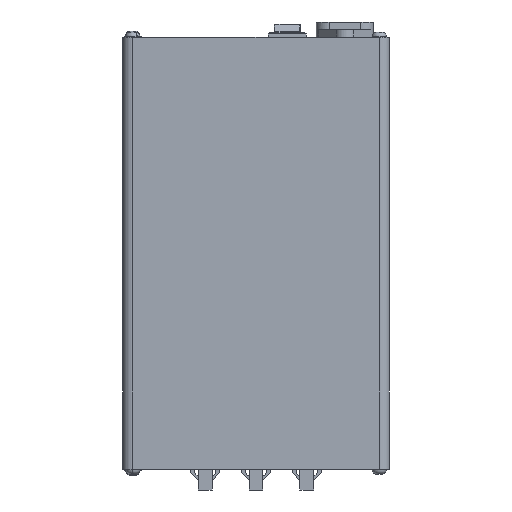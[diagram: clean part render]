
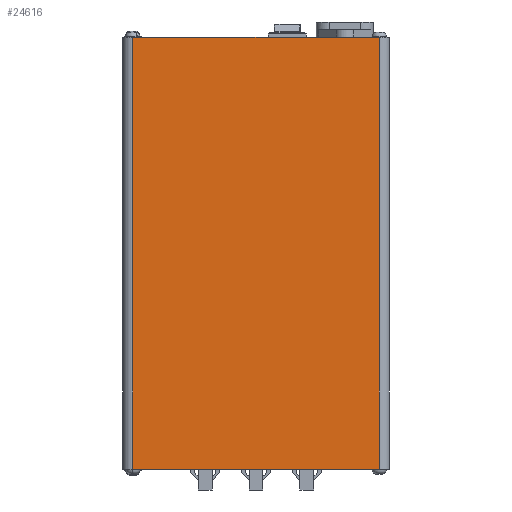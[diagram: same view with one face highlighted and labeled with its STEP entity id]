
A CAD part, front view. The second image highlights one B-rep face of the part: STEP entity #24616.
In plain terms, the highlighted planar face has unit normal (0, -1, 0).
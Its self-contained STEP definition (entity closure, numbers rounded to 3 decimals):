
#3382 = VERTEX_POINT ( 'NONE', #22942 ) ;
#3440 = EDGE_CURVE ( 'NONE', #30840, #16669, #20932, .T. ) ;
#3454 = EDGE_CURVE ( 'NONE', #16669, #24998, #20948, .T. ) ;
#3459 = VECTOR ( 'NONE', #20940, 1000. ) ;
#3647 = VECTOR ( 'NONE', #20957, 1000. ) ;
#10326 = CARTESIAN_POINT ( 'NONE',  ( 13.5, -13.968, -139.507 ) ) ;
#12185 = CARTESIAN_POINT ( 'NONE',  ( 57.742, -13.968, 28.493 ) ) ;
#12188 = FACE_OUTER_BOUND ( 'NONE', #25517, .T. ) ;
#12189 = PLANE ( 'NONE',  #23244 ) ;
#12192 = DIRECTION ( 'NONE',  ( 0., 1., 0. ) ) ;
#12193 = DIRECTION ( 'NONE',  ( -1., 0., 0. ) ) ;
#13590 = CARTESIAN_POINT ( 'NONE',  ( 110.5, -13.968, -139.507 ) ) ;
#14204 = CARTESIAN_POINT ( 'NONE',  ( 13.5, -13.968, 30.493 ) ) ;
#16253 = EDGE_CURVE ( 'NONE', #30840, #3382, #26332, .T. ) ;
#16348 = EDGE_CURVE ( 'NONE', #3382, #24998, #27098, .T. ) ;
#16653 = ORIENTED_EDGE ( 'NONE', *, *, #3440, .T. ) ;
#16655 = ORIENTED_EDGE ( 'NONE', *, *, #16253, .F. ) ;
#16669 = VERTEX_POINT ( 'NONE', #10326 ) ;
#18167 = ORIENTED_EDGE ( 'NONE', *, *, #16348, .F. ) ;
#18329 = ORIENTED_EDGE ( 'NONE', *, *, #3454, .T. ) ;
#20932 = LINE ( 'NONE', #20938, #3459 ) ;
#20938 = CARTESIAN_POINT ( 'NONE',  ( 13.5, -13.968, 28.493 ) ) ;
#20940 = DIRECTION ( 'NONE',  ( 0., 0., -1. ) ) ;
#20948 = LINE ( 'NONE', #20956, #3647 ) ;
#20956 = CARTESIAN_POINT ( 'NONE',  ( 13.5, -13.968, -139.507 ) ) ;
#20957 = DIRECTION ( 'NONE',  ( 1., 0., 0. ) ) ;
#22942 = CARTESIAN_POINT ( 'NONE',  ( 110.5, -13.968, 30.493 ) ) ;
#23244 = AXIS2_PLACEMENT_3D ( 'NONE', #12185, #12192, #12193 ) ;
#23475 = VECTOR ( 'NONE', #27138, 1000. ) ;
#24616 = ADVANCED_FACE ( 'NONE', ( #12188 ), #12189, .F. ) ;
#24998 = VERTEX_POINT ( 'NONE', #13590 ) ;
#25517 = EDGE_LOOP ( 'NONE', ( #18329, #18167, #16655, #16653 ) ) ;
#26332 = LINE ( 'NONE', #26333, #30326 ) ;
#26333 = CARTESIAN_POINT ( 'NONE',  ( 13.5, -13.968, 30.493 ) ) ;
#26341 = DIRECTION ( 'NONE',  ( 1., 0., 0. ) ) ;
#27098 = LINE ( 'NONE', #27100, #23475 ) ;
#27100 = CARTESIAN_POINT ( 'NONE',  ( 110.5, -13.968, 28.493 ) ) ;
#27138 = DIRECTION ( 'NONE',  ( 0., 0., -1. ) ) ;
#30326 = VECTOR ( 'NONE', #26341, 1000. ) ;
#30840 = VERTEX_POINT ( 'NONE', #14204 ) ;
